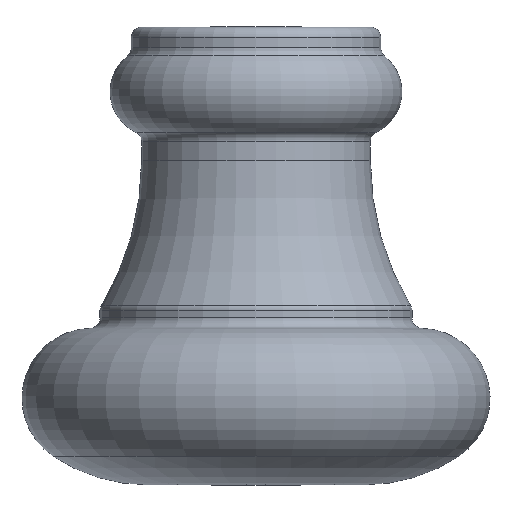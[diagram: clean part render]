
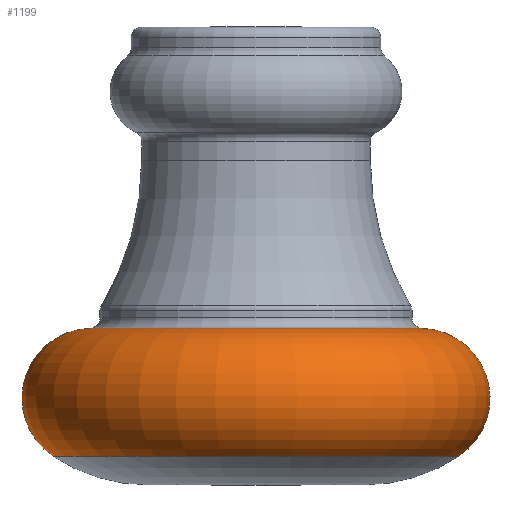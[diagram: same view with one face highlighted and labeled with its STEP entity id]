
A CAD part, top view. The second image highlights one B-rep face of the part: STEP entity #1199.
In plain terms, the highlighted toroidal (fillet/blend) face has major radius 15.786 mm and minor radius 6.714 mm.
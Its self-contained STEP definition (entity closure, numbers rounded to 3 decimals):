
#37 = DIRECTION ( 'NONE',  ( 0., -1., 0. ) ) ;
#53 = CARTESIAN_POINT ( 'NONE',  ( 0., 15.044, 0. ) ) ;
#77 = DIRECTION ( 'NONE',  ( -1., 0., 0. ) ) ;
#99 = DIRECTION ( 'NONE',  ( 1., 0., 0. ) ) ;
#102 = AXIS2_PLACEMENT_3D ( 'NONE', #53, #37, #99 ) ;
#106 = VERTEX_POINT ( 'NONE', #630 ) ;
#110 = CIRCLE ( 'NONE', #873, 6.714 ) ;
#112 = CIRCLE ( 'NONE', #531, 6.714 ) ;
#163 = VERTEX_POINT ( 'NONE', #326 ) ;
#207 = EDGE_CURVE ( 'NONE', #106, #424, #312, .T. ) ;
#214 = CARTESIAN_POINT ( 'NONE',  ( 0., 8.333, 0. ) ) ;
#312 = CIRCLE ( 'NONE', #102, 15.972 ) ;
#326 = CARTESIAN_POINT ( 'NONE',  ( 19.497, 2.738, 0. ) ) ;
#333 = ORIENTED_EDGE ( 'NONE', *, *, #535, .T. ) ;
#335 = FACE_OUTER_BOUND ( 'NONE', #1239, .T. ) ;
#336 = ORIENTED_EDGE ( 'NONE', *, *, #651, .T. ) ;
#340 = VERTEX_POINT ( 'NONE', #1107 ) ;
#361 = ORIENTED_EDGE ( 'NONE', *, *, #207, .T. ) ;
#364 = ORIENTED_EDGE ( 'NONE', *, *, #1136, .F. ) ;
#424 = VERTEX_POINT ( 'NONE', #971 ) ;
#427 = AXIS2_PLACEMENT_3D ( 'NONE', #713, #707, #704 ) ;
#495 = DIRECTION ( 'NONE',  ( 1., 0., 0. ) ) ;
#500 = DIRECTION ( 'NONE',  ( 0., 0., 1. ) ) ;
#502 = CARTESIAN_POINT ( 'NONE',  ( 15.786, 8.333, 0. ) ) ;
#531 = AXIS2_PLACEMENT_3D ( 'NONE', #502, #500, #495 ) ;
#535 = EDGE_CURVE ( 'NONE', #340, #163, #921, .T. ) ;
#599 = DIRECTION ( 'NONE',  ( 0., 1., 0. ) ) ;
#630 = CARTESIAN_POINT ( 'NONE',  ( 15.972, 15.044, 0. ) ) ;
#651 = EDGE_CURVE ( 'NONE', #163, #106, #112, .T. ) ;
#704 = DIRECTION ( 'NONE',  ( -1., 0., 0. ) ) ;
#707 = DIRECTION ( 'NONE',  ( 0., 1., 0. ) ) ;
#713 = CARTESIAN_POINT ( 'NONE',  ( 0., 2.738, 0. ) ) ;
#826 = DIRECTION ( 'NONE',  ( 0., 0., -1. ) ) ;
#873 = AXIS2_PLACEMENT_3D ( 'NONE', #1407, #826, #77 ) ;
#921 = CIRCLE ( 'NONE', #427, 19.497 ) ;
#946 = DIRECTION ( 'NONE',  ( -1., 0., 0. ) ) ;
#971 = CARTESIAN_POINT ( 'NONE',  ( -15.972, 15.044, 0. ) ) ;
#1107 = CARTESIAN_POINT ( 'NONE',  ( -19.497, 2.738, 0. ) ) ;
#1136 = EDGE_CURVE ( 'NONE', #340, #424, #110, .T. ) ;
#1199 = ADVANCED_FACE ( 'NONE', ( #335 ), #1240, .T. ) ;
#1239 = EDGE_LOOP ( 'NONE', ( #333, #336, #361, #364 ) ) ;
#1240 = TOROIDAL_SURFACE ( 'NONE', #1387, 15.786, 6.714 ) ;
#1387 = AXIS2_PLACEMENT_3D ( 'NONE', #214, #599, #946 ) ;
#1407 = CARTESIAN_POINT ( 'NONE',  ( -15.786, 8.333, 0. ) ) ;
